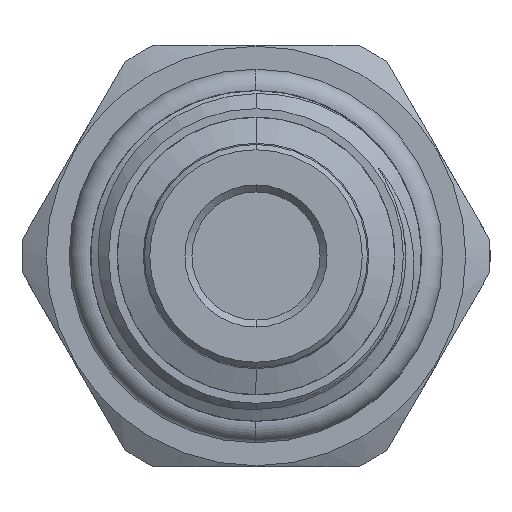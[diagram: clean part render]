
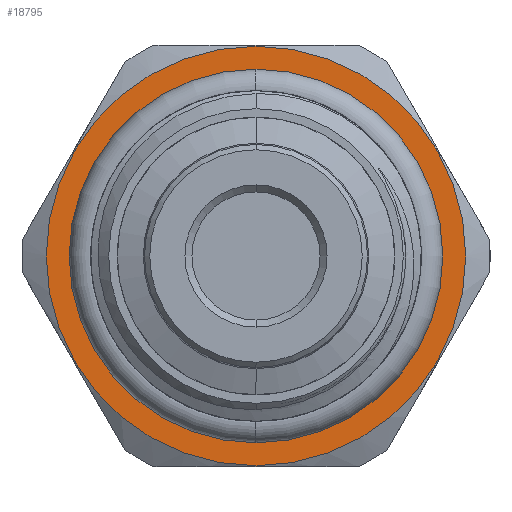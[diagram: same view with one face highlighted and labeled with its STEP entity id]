
A CAD part, left-side view. The second image highlights one B-rep face of the part: STEP entity #18795.
In plain terms, the highlighted planar face has unit normal (-1, 0, 0).
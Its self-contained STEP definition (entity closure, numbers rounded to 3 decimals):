
#8 = FACE_BOUND ( 'NONE', #1732, .T. ) ;
#384 = ORIENTED_EDGE ( 'NONE', *, *, #13178, .T. ) ;
#1222 = VERTEX_POINT ( 'NONE', #17460 ) ;
#1399 = VERTEX_POINT ( 'NONE', #17636 ) ;
#1436 = VERTEX_POINT ( 'NONE', #17673 ) ;
#1500 = VERTEX_POINT ( 'NONE', #17737 ) ;
#1665 = EDGE_LOOP ( 'NONE', ( #17411, #17406 ) ) ;
#1732 = EDGE_LOOP ( 'NONE', ( #384, #17417 ) ) ;
#4792 = CARTESIAN_POINT ( 'NONE',  ( -3.369, 11.95, 0. ) ) ;
#4795 = PLANE ( 'NONE',  #12484 ) ;
#4797 = DIRECTION ( 'NONE',  ( -1., 0., 0. ) ) ;
#4798 = DIRECTION ( 'NONE',  ( 0., 0., 1. ) ) ;
#10369 = CARTESIAN_POINT ( 'NONE',  ( -3.369, 0., 0. ) ) ;
#10370 = DIRECTION ( 'NONE',  ( -1., 0., 0. ) ) ;
#10371 = DIRECTION ( 'NONE',  ( 0., 0., 1. ) ) ;
#12484 = AXIS2_PLACEMENT_3D ( 'NONE', #4792, #4797, #4798 ) ;
#12583 = AXIS2_PLACEMENT_3D ( 'NONE', #18571, #18573, #18574 ) ;
#12744 = EDGE_CURVE ( 'NONE', #1222, #1436, #15604, .T. ) ;
#13007 = EDGE_CURVE ( 'NONE', #1500, #1399, #15709, .T. ) ;
#13178 = EDGE_CURVE ( 'NONE', #1436, #1222, #15357, .T. ) ;
#13192 = EDGE_CURVE ( 'NONE', #1399, #1500, #15295, .T. ) ;
#14757 = AXIS2_PLACEMENT_3D ( 'NONE', #16516, #16517, #16518 ) ;
#14792 = AXIS2_PLACEMENT_3D ( 'NONE', #16577, #16578, #16579 ) ;
#15295 = CIRCLE ( 'NONE', #14792, 11.95 ) ;
#15357 = CIRCLE ( 'NONE', #14757, 8.895 ) ;
#15604 = CIRCLE ( 'NONE', #12583, 8.895 ) ;
#15709 = CIRCLE ( 'NONE', #17367, 11.95 ) ;
#16516 = CARTESIAN_POINT ( 'NONE',  ( -3.369, 0., 0. ) ) ;
#16517 = DIRECTION ( 'NONE',  ( 1., 0., 0. ) ) ;
#16518 = DIRECTION ( 'NONE',  ( 0., 0., 1. ) ) ;
#16577 = CARTESIAN_POINT ( 'NONE',  ( -3.369, 0., 0. ) ) ;
#16578 = DIRECTION ( 'NONE',  ( -1., 0., 0. ) ) ;
#16579 = DIRECTION ( 'NONE',  ( 0., 0., 1. ) ) ;
#17367 = AXIS2_PLACEMENT_3D ( 'NONE', #10369, #10370, #10371 ) ;
#17397 = FACE_OUTER_BOUND ( 'NONE', #1665, .T. ) ;
#17406 = ORIENTED_EDGE ( 'NONE', *, *, #13007, .T. ) ;
#17411 = ORIENTED_EDGE ( 'NONE', *, *, #13192, .T. ) ;
#17417 = ORIENTED_EDGE ( 'NONE', *, *, #12744, .T. ) ;
#17460 = CARTESIAN_POINT ( 'NONE',  ( -3.369, 0., -8.895 ) ) ;
#17636 = CARTESIAN_POINT ( 'NONE',  ( -3.369, 0., 11.95 ) ) ;
#17673 = CARTESIAN_POINT ( 'NONE',  ( -3.369, 0., 8.895 ) ) ;
#17737 = CARTESIAN_POINT ( 'NONE',  ( -3.369, 0., -11.95 ) ) ;
#18571 = CARTESIAN_POINT ( 'NONE',  ( -3.369, 0., 0. ) ) ;
#18573 = DIRECTION ( 'NONE',  ( 1., 0., 0. ) ) ;
#18574 = DIRECTION ( 'NONE',  ( 0., 0., 1. ) ) ;
#18795 = ADVANCED_FACE ( 'NONE', ( #8, #17397 ), #4795, .T. ) ;
